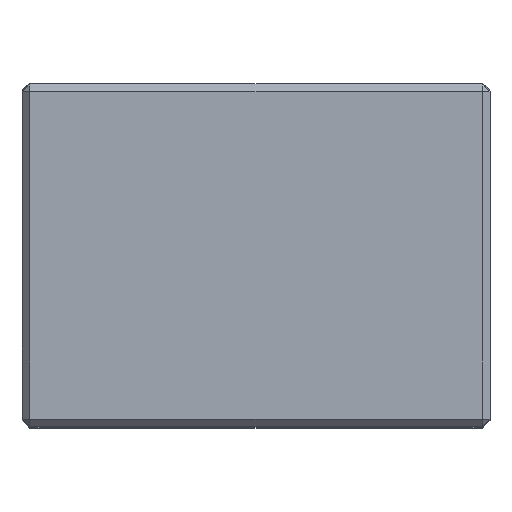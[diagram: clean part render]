
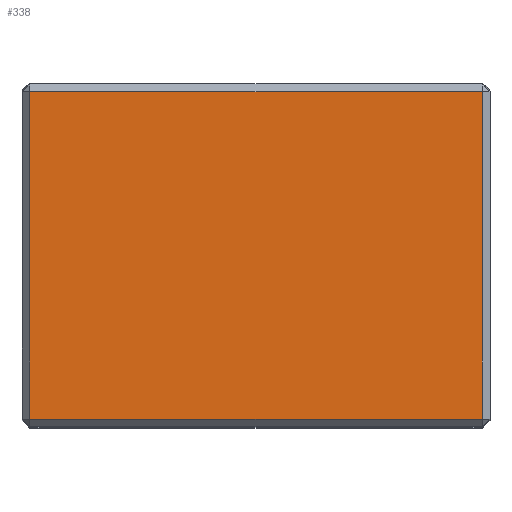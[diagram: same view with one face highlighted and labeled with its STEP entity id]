
A CAD part, top view. The second image highlights one B-rep face of the part: STEP entity #338.
In plain terms, the highlighted planar face has unit normal (0, 0, 1).
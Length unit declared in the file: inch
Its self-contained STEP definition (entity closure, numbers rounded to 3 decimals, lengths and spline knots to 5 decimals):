
#230 = CARTESIAN_POINT ( 'NONE',  ( 0.57055, 0.84614, 0. ) ) ;
#338 = ADVANCED_FACE ( 'NONE', ( #13195 ), #650, .F. ) ;
#650 = PLANE ( 'NONE',  #923 ) ;
#807 = DIRECTION ( 'NONE',  ( 0., 1., 0. ) ) ;
#824 = VERTEX_POINT ( 'NONE', #8496 ) ;
#923 = AXIS2_PLACEMENT_3D ( 'NONE', #6251, #10542, #11818 ) ;
#944 = VERTEX_POINT ( 'NONE', #3279 ) ;
#1222 = DIRECTION ( 'NONE',  ( -1., 0., 0. ) ) ;
#2221 = VECTOR ( 'NONE', #807, 39.37008 ) ;
#2300 = ORIENTED_EDGE ( 'NONE', *, *, #11282, .T. ) ;
#2648 = CARTESIAN_POINT ( 'NONE',  ( 0.57055, 0.86614, 0. ) ) ;
#3279 = CARTESIAN_POINT ( 'NONE',  ( -0.57055, 0.02, 0. ) ) ;
#3735 = CARTESIAN_POINT ( 'NONE',  ( 0.59055, 0.02, 0. ) ) ;
#5177 = CARTESIAN_POINT ( 'NONE',  ( -0.57055, 0.86614, 0. ) ) ;
#5628 = CARTESIAN_POINT ( 'NONE',  ( 0.59055, 0.84614, 0. ) ) ;
#6251 = CARTESIAN_POINT ( 'NONE',  ( 0.59055, 0.86614, 0. ) ) ;
#6819 = LINE ( 'NONE', #5628, #12837 ) ;
#6871 = EDGE_CURVE ( 'NONE', #824, #7361, #8134, .T. ) ;
#7211 = EDGE_CURVE ( 'NONE', #944, #824, #10681, .T. ) ;
#7361 = VERTEX_POINT ( 'NONE', #230 ) ;
#7566 = VECTOR ( 'NONE', #8008, 39.37008 ) ;
#8008 = DIRECTION ( 'NONE',  ( 0., -1., 0. ) ) ;
#8134 = LINE ( 'NONE', #2648, #2221 ) ;
#8496 = CARTESIAN_POINT ( 'NONE',  ( 0.57055, 0.02, 0. ) ) ;
#10542 = DIRECTION ( 'NONE',  ( 0., 0., -1. ) ) ;
#10681 = LINE ( 'NONE', #3735, #12456 ) ;
#11282 = EDGE_CURVE ( 'NONE', #7361, #15326, #6819, .T. ) ;
#11818 = DIRECTION ( 'NONE',  ( 0., -1., 0. ) ) ;
#11979 = ORIENTED_EDGE ( 'NONE', *, *, #13455, .T. ) ;
#12396 = CARTESIAN_POINT ( 'NONE',  ( -0.57055, 0.84614, 0. ) ) ;
#12456 = VECTOR ( 'NONE', #17716, 39.37008 ) ;
#12837 = VECTOR ( 'NONE', #1222, 39.37008 ) ;
#13195 = FACE_OUTER_BOUND ( 'NONE', #13703, .T. ) ;
#13455 = EDGE_CURVE ( 'NONE', #15326, #944, #13487, .T. ) ;
#13487 = LINE ( 'NONE', #5177, #7566 ) ;
#13703 = EDGE_LOOP ( 'NONE', ( #11979, #17504, #16535, #2300 ) ) ;
#15326 = VERTEX_POINT ( 'NONE', #12396 ) ;
#16535 = ORIENTED_EDGE ( 'NONE', *, *, #6871, .T. ) ;
#17504 = ORIENTED_EDGE ( 'NONE', *, *, #7211, .T. ) ;
#17716 = DIRECTION ( 'NONE',  ( 1., 0., 0. ) ) ;
